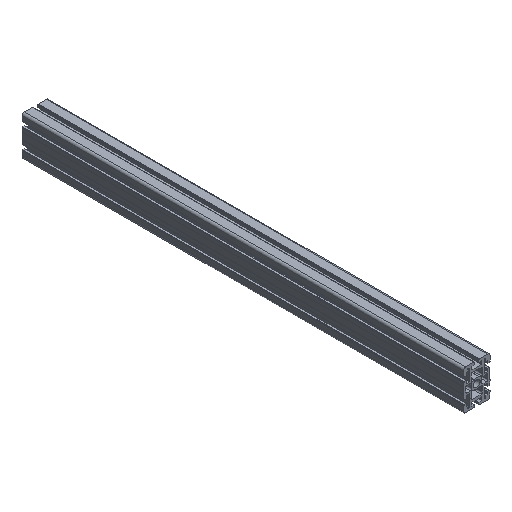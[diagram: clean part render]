
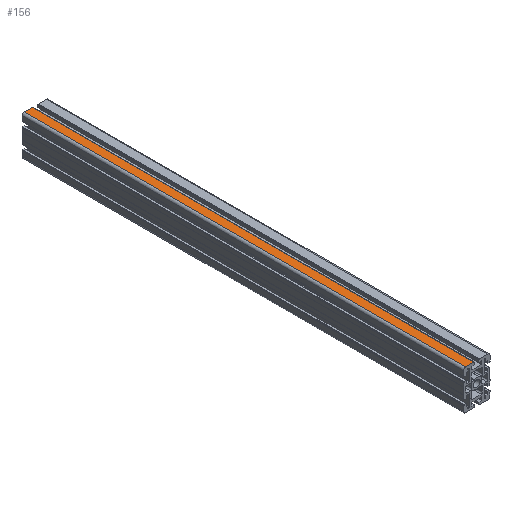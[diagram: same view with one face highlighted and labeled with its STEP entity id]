
A CAD part, isometric view. The second image highlights one B-rep face of the part: STEP entity #156.
In plain terms, the highlighted planar face has unit normal (0, 0, 1).
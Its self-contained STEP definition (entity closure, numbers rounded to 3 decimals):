
#156=ADVANCED_FACE('',(#320),#321,.F.);
#320=FACE_OUTER_BOUND('',#641,.T.);
#321=PLANE('',#642);
#641=EDGE_LOOP('',(#1121,#1122,#1123,#1124));
#642=AXIS2_PLACEMENT_3D('',#1125,#1126,#1127);
#1121=ORIENTED_EDGE('',*,*,#2490,.F.);
#1122=ORIENTED_EDGE('',*,*,#2487,.F.);
#1123=ORIENTED_EDGE('',*,*,#2482,.F.);
#1124=ORIENTED_EDGE('',*,*,#2491,.T.);
#1125=CARTESIAN_POINT('',(-15.65,3500.0,44.999));
#1126=DIRECTION('',(0.,0.,-1.0));
#1127=DIRECTION('',(-1.0,0.,0.));
#2482=EDGE_CURVE('',#3089,#3091,#3092,.T.);
#2487=EDGE_CURVE('',#3091,#3097,#3100,.T.);
#2490=EDGE_CURVE('',#3097,#3104,#3105,.T.);
#2491=EDGE_CURVE('',#3089,#3104,#3106,.T.);
#3089=VERTEX_POINT('',#3955);
#3091=VERTEX_POINT('',#3957);
#3092=LINE('',#3958,#3959);
#3097=VERTEX_POINT('',#3965);
#3100=LINE('',#3969,#3970);
#3104=VERTEX_POINT('',#3976);
#3105=LINE('',#3977,#3978);
#3106=LINE('',#3979,#3980);
#3955=CARTESIAN_POINT('',(-25.,1000.0,44.999));
#3957=CARTESIAN_POINT('',(-6.3,1000.0,44.999));
#3958=CARTESIAN_POINT('',(-15.65,1000.0,44.999));
#3959=VECTOR('',#4924,1.0);
#3965=CARTESIAN_POINT('',(-6.3,0.0,44.999));
#3969=CARTESIAN_POINT('',(-6.3,3500.0,44.999));
#3970=VECTOR('',#4933,1.0);
#3976=CARTESIAN_POINT('',(-25.,0.0,44.999));
#3977=CARTESIAN_POINT('',(-15.65,0.0,44.999));
#3978=VECTOR('',#4936,1.0);
#3979=CARTESIAN_POINT('',(-25.,3500.0,44.999));
#3980=VECTOR('',#4937,1.0);
#4924=DIRECTION('',(1.0,0.,0.));
#4933=DIRECTION('',(0.,-1.0,0.0));
#4936=DIRECTION('',(-1.0,0.,0.));
#4937=DIRECTION('',(0.,-1.0,0.0));
